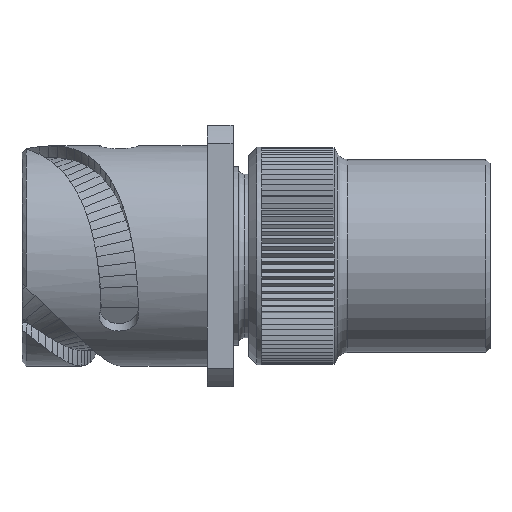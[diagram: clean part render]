
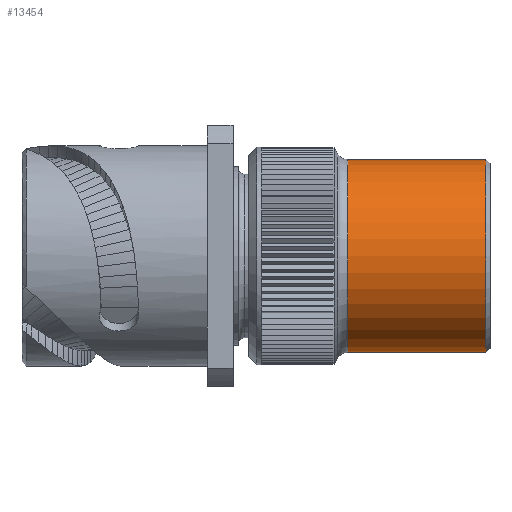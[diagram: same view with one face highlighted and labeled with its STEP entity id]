
A CAD part, top view. The second image highlights one B-rep face of the part: STEP entity #13454.
In plain terms, the highlighted cylindrical face has radius 12 mm (diameter 24 mm), a partial arc.
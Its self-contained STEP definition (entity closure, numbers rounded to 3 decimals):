
#45=CARTESIAN_POINT('',(29.5,0.,0.));
#46=DIRECTION('',(1.,0.,0.));
#47=DIRECTION('',(0.,1.,0.));
#48=AXIS2_PLACEMENT_3D('',#45,#46,#47);
#50=DIRECTION('',(-1.,0.,0.));
#51=VECTOR('',#50,17.168);
#52=CARTESIAN_POINT('',(29.5,12.,0.));
#53=LINE('996',#52,#51);
#54=DIRECTION('',(-1.,0.,0.));
#55=VECTOR('',#54,17.168);
#56=CARTESIAN_POINT('',(29.5,-12.,0.));
#57=LINE('998',#56,#55);
#78=CARTESIAN_POINT('',(12.332,0.,0.));
#79=DIRECTION('',(1.,0.,0.));
#80=DIRECTION('',(0.,1.,0.));
#81=AXIS2_PLACEMENT_3D('',#78,#79,#80);
#11049=CARTESIAN_POINT('',(29.5,12.,0.));
#11050=CARTESIAN_POINT('',(12.332,12.,0.));
#11051=VERTEX_POINT('',#11049);
#11052=VERTEX_POINT('',#11050);
#11057=CARTESIAN_POINT('',(29.5,-12.,0.));
#11058=CARTESIAN_POINT('',(12.332,-12.,0.));
#11059=VERTEX_POINT('',#11057);
#11060=VERTEX_POINT('',#11058);
#13440=CARTESIAN_POINT('',(-1.5,0.,0.));
#13441=DIRECTION('',(1.,0.,0.));
#13442=DIRECTION('',(0.,-1.,0.));
#13443=AXIS2_PLACEMENT_3D('',#13440,#13441,#13442);
#13444=CYLINDRICAL_SURFACE('246',#13443,12.);
#13446=ORIENTED_EDGE('996',*,*,#13445,.F.);
#13447=ORIENTED_EDGE('1043',*,*,#13428,.T.);
#13449=ORIENTED_EDGE('998',*,*,#13448,.T.);
#13451=ORIENTED_EDGE('1036',*,*,#13450,.F.);
#13452=EDGE_LOOP('246',(#13446,#13447,#13449,#13451));
#13453=FACE_OUTER_BOUND('246',#13452,.F.);
#49=CIRCLE('1043',#48,12.);
#82=CIRCLE('1036',#81,12.);
#13428=EDGE_CURVE('1043',#11051,#11059,#49,.T.);
#13445=EDGE_CURVE('996',#11051,#11052,#53,.T.);
#13448=EDGE_CURVE('998',#11059,#11060,#57,.T.);
#13450=EDGE_CURVE('1036',#11052,#11060,#82,.T.);
#13454=ADVANCED_FACE('246',(#13453),#13444,.T.);
